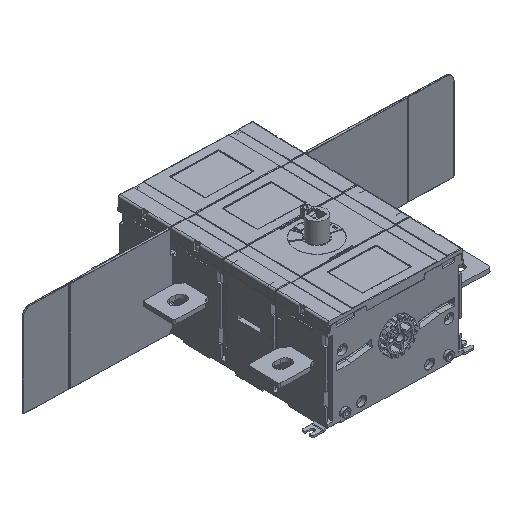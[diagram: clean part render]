
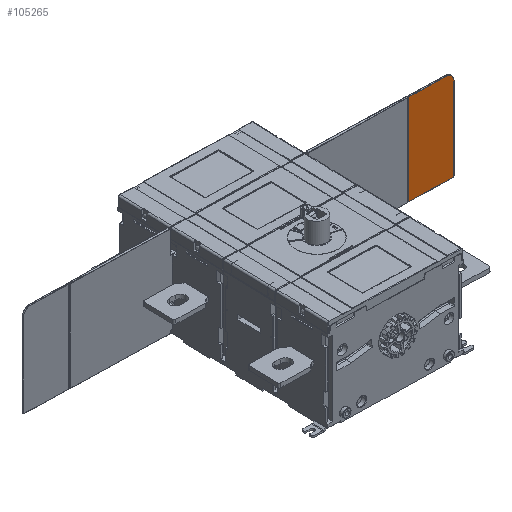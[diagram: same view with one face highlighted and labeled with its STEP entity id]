
A CAD part, isometric view. The second image highlights one B-rep face of the part: STEP entity #105265.
In plain terms, the highlighted planar face has unit normal (-0.019, -1, 0).
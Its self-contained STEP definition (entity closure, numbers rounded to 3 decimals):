
#39097=CARTESIAN_POINT('',(-158.479,80.437,
12.19));
#39098=CARTESIAN_POINT('',(-158.458,80.437,
12.19));
#39099=CARTESIAN_POINT('',(-158.417,80.436,
12.191));
#39100=CARTESIAN_POINT('',(-158.354,80.435,
12.199));
#39101=CARTESIAN_POINT('',(-158.292,80.433,
12.211));
#39102=CARTESIAN_POINT('',(-158.232,80.432,
12.228));
#39103=CARTESIAN_POINT('',(-158.173,80.431,
12.25));
#39104=CARTESIAN_POINT('',(-158.116,80.43,
12.276));
#39105=CARTESIAN_POINT('',(-158.061,80.429,
12.307));
#39106=CARTESIAN_POINT('',(-158.009,80.428,
12.342));
#39107=CARTESIAN_POINT('',(-157.959,80.427,
12.381));
#39108=CARTESIAN_POINT('',(-157.913,80.426,
12.423));
#39109=CARTESIAN_POINT('',(-157.871,80.425,
12.47));
#39110=CARTESIAN_POINT('',(-157.832,80.424,
12.519));
#39111=CARTESIAN_POINT('',(-157.797,80.424,
12.571));
#39112=CARTESIAN_POINT('',(-157.766,80.423,
12.626));
#39113=CARTESIAN_POINT('',(-157.74,80.423,
12.683));
#39114=CARTESIAN_POINT('',(-157.718,80.422,
12.742));
#39115=CARTESIAN_POINT('',(-157.701,80.422,
12.802));
#39116=CARTESIAN_POINT('',(-157.689,80.422,
12.864));
#39117=CARTESIAN_POINT('',(-157.681,80.422,
12.927));
#39118=CARTESIAN_POINT('',(-157.679,80.421,
12.968));
#39119=CARTESIAN_POINT('',(-157.679,80.421,
12.989));
#39125=DIRECTION('',(0.,0.,1.));
#39126=VECTOR('',#39125,99.);
#39127=CARTESIAN_POINT('',(-157.679,80.421,
12.989));
#39128=LINE('',#39127,#39126);
#39139=CARTESIAN_POINT('',(-157.68,80.422,
111.989));
#39140=CARTESIAN_POINT('',(-157.68,80.422,
112.124));
#39141=CARTESIAN_POINT('',(-157.685,80.422,
112.394));
#39142=CARTESIAN_POINT('',(-157.71,80.422,
112.798));
#39143=CARTESIAN_POINT('',(-157.752,80.423,
113.201));
#39144=CARTESIAN_POINT('',(-157.81,80.424,
113.602));
#39145=CARTESIAN_POINT('',(-157.885,80.426,
114.));
#39146=CARTESIAN_POINT('',(-157.977,80.427,
114.395));
#39147=CARTESIAN_POINT('',(-158.084,80.429,
114.785));
#39148=CARTESIAN_POINT('',(-158.208,80.432,
115.171));
#39149=CARTESIAN_POINT('',(-158.347,80.434,
115.551));
#39150=CARTESIAN_POINT('',(-158.502,80.437,
115.925));
#39151=CARTESIAN_POINT('',(-158.672,80.441,
116.293));
#39152=CARTESIAN_POINT('',(-158.858,80.444,
116.654));
#39153=CARTESIAN_POINT('',(-159.058,80.448,
117.007));
#39154=CARTESIAN_POINT('',(-159.273,80.452,
117.35));
#39155=CARTESIAN_POINT('',(-159.501,80.457,
117.685));
#39156=CARTESIAN_POINT('',(-159.743,80.462,
118.01));
#39157=CARTESIAN_POINT('',(-159.999,80.467,
118.324));
#39158=CARTESIAN_POINT('',(-160.267,80.472,
118.628));
#39159=CARTESIAN_POINT('',(-160.548,80.477,
118.921));
#39160=CARTESIAN_POINT('',(-160.84,80.483,
119.201));
#39161=CARTESIAN_POINT('',(-161.144,80.489,
119.469));
#39162=CARTESIAN_POINT('',(-161.458,80.495,
119.725));
#39163=CARTESIAN_POINT('',(-161.783,80.501,
119.967));
#39164=CARTESIAN_POINT('',(-162.117,80.508,
120.196));
#39165=CARTESIAN_POINT('',(-162.461,80.514,
120.41));
#39166=CARTESIAN_POINT('',(-162.814,80.521,
120.611));
#39167=CARTESIAN_POINT('',(-163.174,80.528,
120.796));
#39168=CARTESIAN_POINT('',(-163.542,80.535,
120.967));
#39169=CARTESIAN_POINT('',(-163.916,80.543,
121.122));
#39170=CARTESIAN_POINT('',(-164.296,80.55,
121.261));
#39171=CARTESIAN_POINT('',(-164.682,80.558,
121.385));
#39172=CARTESIAN_POINT('',(-165.073,80.565,
121.492));
#39173=CARTESIAN_POINT('',(-165.467,80.573,
121.584));
#39174=CARTESIAN_POINT('',(-165.865,80.581,
121.659));
#39175=CARTESIAN_POINT('',(-166.266,80.588,
121.717));
#39176=CARTESIAN_POINT('',(-166.669,80.596,
121.759));
#39177=CARTESIAN_POINT('',(-167.074,80.604,
121.784));
#39178=CARTESIAN_POINT('',(-167.343,80.609,
121.789));
#39179=CARTESIAN_POINT('',(-167.478,80.612,
121.789));
#39181=DIRECTION('',(-1.,0.019,0.));
#39182=VECTOR('',#39181,43.7);
#39183=CARTESIAN_POINT('',(-167.478,80.612,
121.789));
#39184=LINE('',#39183,#39182);
#39287=DIRECTION('',(1.,-0.019,0.));
#39288=VECTOR('',#39287,52.7);
#39289=CARTESIAN_POINT('',(-211.169,81.46,
12.189));
#39290=LINE('',#39289,#39288);
#39295=DIRECTION('',(0.,0.,-1.));
#39296=VECTOR('',#39295,109.6);
#39297=CARTESIAN_POINT('',(-211.169,81.46,
121.789));
#39298=LINE('',#39297,#39296);
#59395=CARTESIAN_POINT('',(-157.68,80.422,
12.989));
#59396=VERTEX_POINT('',#59395);
#59397=CARTESIAN_POINT('',(-158.479,80.437,
12.189));
#59398=VERTEX_POINT('',#59397);
#59400=CARTESIAN_POINT('',(-157.68,80.422,
111.989));
#59402=VERTEX_POINT('',#59400);
#59403=CARTESIAN_POINT('',(-167.478,80.612,
121.789));
#59404=VERTEX_POINT('',#59403);
#59405=CARTESIAN_POINT('',(-211.169,81.46,
121.789));
#59406=VERTEX_POINT('',#59405);
#59411=CARTESIAN_POINT('',(-211.169,81.46,
12.189));
#59412=VERTEX_POINT('',#59411);
#105251=CARTESIAN_POINT('',(-184.424,80.941,
66.989));
#105252=DIRECTION('',(0.019,1.,0.));
#105253=DIRECTION('',(-1.,0.019,0.));
#105254=AXIS2_PLACEMENT_3D('',#105251,#105252,#105253);
#105255=PLANE('',#105254);
#105256=ORIENTED_EDGE('',*,*,#105246,.F.);
#105258=ORIENTED_EDGE('',*,*,#105257,.F.);
#105259=ORIENTED_EDGE('',*,*,#105115,.F.);
#105260=ORIENTED_EDGE('',*,*,#105101,.F.);
#105261=ORIENTED_EDGE('',*,*,#105034,.F.);
#105262=ORIENTED_EDGE('',*,*,#105019,.F.);
#105263=EDGE_LOOP('',(#105256,#105258,#105259,#105260,#105261,#105262));
#105264=FACE_OUTER_BOUND('',#105263,.F.);
#39120=B_SPLINE_CURVE_WITH_KNOTS('',3,(#39097,#39098,#39099,#39100,#39101,
#39102,#39103,#39104,#39105,#39106,#39107,#39108,#39109,#39110,#39111,#39112,
#39113,#39114,#39115,#39116,#39117,#39118,#39119),.UNSPECIFIED.,.F.,.F.,(4,1,1,
1,1,1,1,1,1,1,1,1,1,1,1,1,1,1,1,1,4),(0.,0.05,0.1,0.15,0.2,0.25,
0.3,0.35,0.4,0.45,0.5,0.55,0.6,0.65,0.7,0.75,0.8,0.85,
0.9,0.95,1.),.UNSPECIFIED.);
#39180=B_SPLINE_CURVE_WITH_KNOTS('',3,(#39139,#39140,#39141,#39142,#39143,
#39144,#39145,#39146,#39147,#39148,#39149,#39150,#39151,#39152,#39153,#39154,
#39155,#39156,#39157,#39158,#39159,#39160,#39161,#39162,#39163,#39164,#39165,
#39166,#39167,#39168,#39169,#39170,#39171,#39172,#39173,#39174,#39175,#39176,
#39177,#39178,#39179),.UNSPECIFIED.,.F.,.F.,(4,1,1,1,1,1,1,1,1,1,1,1,1,1,1,1,1,
1,1,1,1,1,1,1,1,1,1,1,1,1,1,1,1,1,1,1,1,1,4),(0.,0.026,
0.053,0.079,0.105,0.132,
0.158,0.184,0.211,0.237,
0.263,0.289,0.316,0.342,
0.368,0.395,0.421,0.447,
0.474,0.5,0.526,0.553,0.579,
0.605,0.632,0.658,0.684,
0.711,0.737,0.763,0.789,
0.816,0.842,0.868,0.895,
0.921,0.947,0.974,1.),.UNSPECIFIED.);
#105019=EDGE_CURVE('',#59398,#59396,#39120,.T.);
#105034=EDGE_CURVE('',#59396,#59402,#39128,.T.);
#105101=EDGE_CURVE('',#59402,#59404,#39180,.T.);
#105115=EDGE_CURVE('',#59404,#59406,#39184,.T.);
#105246=EDGE_CURVE('',#59412,#59398,#39290,.T.);
#105257=EDGE_CURVE('',#59406,#59412,#39298,.T.);
#105265=ADVANCED_FACE('',(#105264),#105255,.F.);
